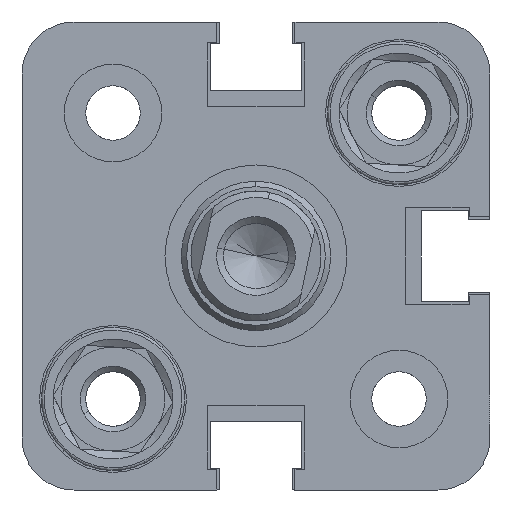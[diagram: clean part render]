
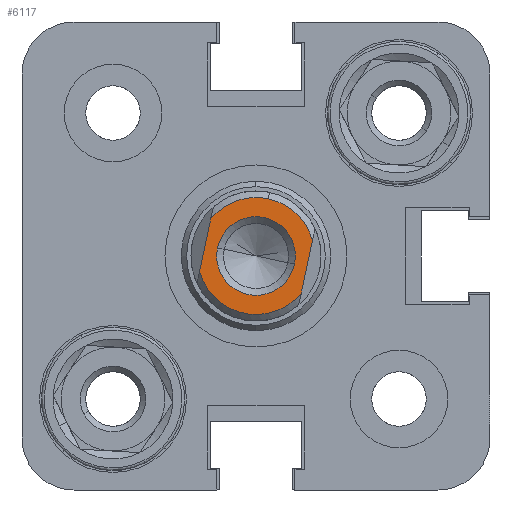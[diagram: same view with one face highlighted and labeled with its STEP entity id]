
A CAD part, left-side view. The second image highlights one B-rep face of the part: STEP entity #6117.
In plain terms, the highlighted face is planar.
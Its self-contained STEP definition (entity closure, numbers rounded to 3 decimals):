
#246 = CARTESIAN_POINT ( 'NONE',  ( 0., 2.062, 4. ) ) ;
#638 = CARTESIAN_POINT ( 'NONE',  ( 0., 0., 0. ) ) ;
#913 = ORIENTED_EDGE ( 'NONE', *, *, #1416, .T. ) ;
#1238 = CIRCLE ( 'NONE', #7333, 4.5 ) ;
#1416 = EDGE_CURVE ( 'NONE', #15896, #11722, #15330, .T. ) ;
#2505 = CARTESIAN_POINT ( 'NONE',  ( 0., -4.5, 0. ) ) ;
#2643 = DIRECTION ( 'NONE',  ( 1., 0., 0. ) ) ;
#2733 = ORIENTED_EDGE ( 'NONE', *, *, #7884, .T. ) ;
#2956 = CARTESIAN_POINT ( 'NONE',  ( 0., 0., 0. ) ) ;
#3526 = VERTEX_POINT ( 'NONE', #10178 ) ;
#3802 = DIRECTION ( 'NONE',  ( 0., 1., 0. ) ) ;
#4516 = VERTEX_POINT ( 'NONE', #14745 ) ;
#4690 = FACE_BOUND ( 'NONE', #6818, .T. ) ;
#4708 = EDGE_CURVE ( 'NONE', #3526, #4516, #13711, .T. ) ;
#4939 = DIRECTION ( 'NONE',  ( 0., -1., 0. ) ) ;
#5244 = CARTESIAN_POINT ( 'NONE',  ( 0., 0., 0. ) ) ;
#5273 = EDGE_CURVE ( 'NONE', #11495, #9481, #13198, .T. ) ;
#5418 = ORIENTED_EDGE ( 'NONE', *, *, #5273, .T. ) ;
#5545 = CIRCLE ( 'NONE', #13543, 3.025 ) ;
#5790 = CARTESIAN_POINT ( 'NONE',  ( 0., 2.062, -4. ) ) ;
#6117 = ADVANCED_FACE ( 'NONE', ( #4690, #6952 ), #12047, .T. ) ;
#6187 = LINE ( 'NONE', #16393, #15983 ) ;
#6360 = ORIENTED_EDGE ( 'NONE', *, *, #15969, .T. ) ;
#6412 = DIRECTION ( 'NONE',  ( 0., 1., 0. ) ) ;
#6602 = CARTESIAN_POINT ( 'NONE',  ( 0., 0., 0. ) ) ;
#6692 = DIRECTION ( 'NONE',  ( 0., 0., -1. ) ) ;
#6818 = EDGE_LOOP ( 'NONE', ( #13949, #11508 ) ) ;
#6952 = FACE_OUTER_BOUND ( 'NONE', #13641, .T. ) ;
#7333 = AXIS2_PLACEMENT_3D ( 'NONE', #5244, #15690, #6412 ) ;
#7427 = AXIS2_PLACEMENT_3D ( 'NONE', #10241, #2643, #13831 ) ;
#7621 = VECTOR ( 'NONE', #3802, 1000. ) ;
#7884 = EDGE_CURVE ( 'NONE', #9481, #15896, #1238, .T. ) ;
#8253 = AXIS2_PLACEMENT_3D ( 'NONE', #638, #15888, #13387 ) ;
#8485 = CARTESIAN_POINT ( 'NONE',  ( 0., 0., 0. ) ) ;
#8647 = AXIS2_PLACEMENT_3D ( 'NONE', #6602, #12796, #6692 ) ;
#9332 = EDGE_CURVE ( 'NONE', #4516, #3526, #5545, .T. ) ;
#9481 = VERTEX_POINT ( 'NONE', #2505 ) ;
#10112 = VERTEX_POINT ( 'NONE', #246 ) ;
#10178 = CARTESIAN_POINT ( 'NONE',  ( 0., 0., -3.025 ) ) ;
#10241 = CARTESIAN_POINT ( 'NONE',  ( 0., 0., 0. ) ) ;
#10376 = CIRCLE ( 'NONE', #7427, 4.5 ) ;
#10468 = DIRECTION ( 'NONE',  ( 1., 0., 0. ) ) ;
#11483 = CARTESIAN_POINT ( 'NONE',  ( 0., -5., -4. ) ) ;
#11495 = VERTEX_POINT ( 'NONE', #13819 ) ;
#11508 = ORIENTED_EDGE ( 'NONE', *, *, #9332, .F. ) ;
#11722 = VERTEX_POINT ( 'NONE', #5790 ) ;
#12047 = PLANE ( 'NONE',  #8253 ) ;
#12245 = CARTESIAN_POINT ( 'NONE',  ( 0., -2.062, -4. ) ) ;
#12324 = DIRECTION ( 'NONE',  ( 0., 1., 0. ) ) ;
#12796 = DIRECTION ( 'NONE',  ( 1., 0., 0. ) ) ;
#13198 = CIRCLE ( 'NONE', #15071, 4.5 ) ;
#13387 = DIRECTION ( 'NONE',  ( 0., 1., 0. ) ) ;
#13543 = AXIS2_PLACEMENT_3D ( 'NONE', #2956, #10468, #14053 ) ;
#13641 = EDGE_LOOP ( 'NONE', ( #6360, #16010, #5418, #2733, #913 ) ) ;
#13711 = CIRCLE ( 'NONE', #8647, 3.025 ) ;
#13819 = CARTESIAN_POINT ( 'NONE',  ( 0., -2.062, 4. ) ) ;
#13831 = DIRECTION ( 'NONE',  ( 0., 1., 0. ) ) ;
#13949 = ORIENTED_EDGE ( 'NONE', *, *, #4708, .F. ) ;
#14053 = DIRECTION ( 'NONE',  ( 0., 0., -1. ) ) ;
#14686 = DIRECTION ( 'NONE',  ( 1., 0., 0. ) ) ;
#14745 = CARTESIAN_POINT ( 'NONE',  ( 0., 0., 3.025 ) ) ;
#15071 = AXIS2_PLACEMENT_3D ( 'NONE', #8485, #14686, #12324 ) ;
#15330 = LINE ( 'NONE', #11483, #7621 ) ;
#15644 = EDGE_CURVE ( 'NONE', #10112, #11495, #6187, .T. ) ;
#15690 = DIRECTION ( 'NONE',  ( 1., 0., 0. ) ) ;
#15888 = DIRECTION ( 'NONE',  ( 1., 0., 0. ) ) ;
#15896 = VERTEX_POINT ( 'NONE', #12245 ) ;
#15969 = EDGE_CURVE ( 'NONE', #11722, #10112, #10376, .T. ) ;
#15983 = VECTOR ( 'NONE', #4939, 1000. ) ;
#16010 = ORIENTED_EDGE ( 'NONE', *, *, #15644, .T. ) ;
#16393 = CARTESIAN_POINT ( 'NONE',  ( 0., -5., 4. ) ) ;
